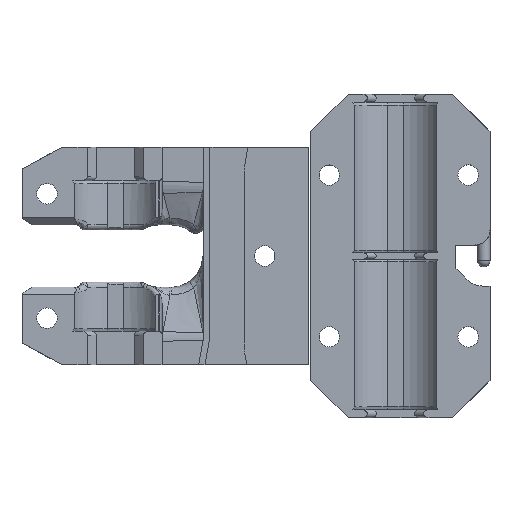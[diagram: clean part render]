
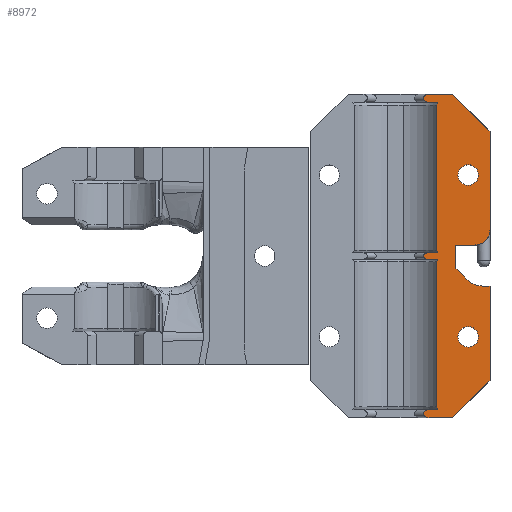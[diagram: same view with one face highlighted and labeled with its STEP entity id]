
A CAD part, top view. The second image highlights one B-rep face of the part: STEP entity #8972.
In plain terms, the highlighted planar face has unit normal (0, 0, 1).
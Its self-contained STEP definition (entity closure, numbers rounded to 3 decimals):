
#79=FACE_BOUND('',#1242,.T.);
#80=FACE_BOUND('',#1243,.T.);
#222=(
BOUNDED_CURVE()
B_SPLINE_CURVE(2,(#12938,#12939,#12940),.UNSPECIFIED.,.F.,.F.)
B_SPLINE_CURVE_WITH_KNOTS((3,3),(0.,0.049),.UNSPECIFIED.)
CURVE()
GEOMETRIC_REPRESENTATION_ITEM()
RATIONAL_B_SPLINE_CURVE((1.,1.,1.))
REPRESENTATION_ITEM('')
);
#223=(
BOUNDED_CURVE()
B_SPLINE_CURVE(2,(#12944,#12945,#12946),.UNSPECIFIED.,.F.,.F.)
B_SPLINE_CURVE_WITH_KNOTS((3,3),(0.,0.049),.UNSPECIFIED.)
CURVE()
GEOMETRIC_REPRESENTATION_ITEM()
RATIONAL_B_SPLINE_CURVE((1.,1.,1.))
REPRESENTATION_ITEM('')
);
#224=(
BOUNDED_CURVE()
B_SPLINE_CURVE(2,(#12954,#12955,#12956),.UNSPECIFIED.,.F.,.F.)
B_SPLINE_CURVE_WITH_KNOTS((3,3),(0.,0.049),.UNSPECIFIED.)
CURVE()
GEOMETRIC_REPRESENTATION_ITEM()
RATIONAL_B_SPLINE_CURVE((1.,1.,1.))
REPRESENTATION_ITEM('')
);
#225=(
BOUNDED_CURVE()
B_SPLINE_CURVE(2,(#12960,#12961,#12962),.UNSPECIFIED.,.F.,.F.)
B_SPLINE_CURVE_WITH_KNOTS((3,3),(0.,0.049),.UNSPECIFIED.)
CURVE()
GEOMETRIC_REPRESENTATION_ITEM()
RATIONAL_B_SPLINE_CURVE((1.,1.,1.))
REPRESENTATION_ITEM('')
);
#363=ELLIPSE('',#9566,0.919,0.65);
#364=ELLIPSE('',#9567,0.707,0.5);
#365=ELLIPSE('',#9568,0.919,0.65);
#474=CIRCLE('',#9549,2.5);
#476=CIRCLE('',#9557,2.5);
#478=CIRCLE('',#9560,4.1);
#481=CIRCLE('',#9569,1.65);
#482=CIRCLE('',#9570,1.65);
#710=FACE_OUTER_BOUND('',#1241,.T.);
#1241=EDGE_LOOP('',(#6069,#6070,#6071,#6072,#6073,#6074,#6075,#6076,#6077,
#6078,#6079,#6080,#6081,#6082,#6083,#6084,#6085,#6086,#6087,#6088,#6089,
#6090,#6091,#6092,#6093,#6094));
#1242=EDGE_LOOP('',(#6095));
#1243=EDGE_LOOP('',(#6096));
#1788=LINE('',#12735,#2706);
#1798=LINE('',#12763,#2716);
#1823=LINE('',#12826,#2741);
#1833=LINE('',#12879,#2751);
#1837=LINE('',#12885,#2755);
#1849=LINE('',#12920,#2767);
#1854=LINE('',#12930,#2772);
#1855=LINE('',#12932,#2773);
#1856=LINE('',#12936,#2774);
#1857=LINE('',#12942,#2775);
#1858=LINE('',#12948,#2776);
#1859=LINE('',#12952,#2777);
#1860=LINE('',#12958,#2778);
#1861=LINE('',#12964,#2779);
#1862=LINE('',#12968,#2780);
#1863=LINE('',#12969,#2781);
#2706=VECTOR('',#10337,10.);
#2716=VECTOR('',#10363,10.);
#2741=VECTOR('',#10410,10.);
#2751=VECTOR('',#10438,10.);
#2755=VECTOR('',#10446,10.);
#2767=VECTOR('',#10478,10.);
#2772=VECTOR('',#10485,10.);
#2773=VECTOR('',#10486,10.);
#2774=VECTOR('',#10489,10.);
#2775=VECTOR('',#10490,10.);
#2776=VECTOR('',#10491,10.);
#2777=VECTOR('',#10494,10.);
#2778=VECTOR('',#10495,10.);
#2779=VECTOR('',#10496,10.);
#2780=VECTOR('',#10499,10.);
#2781=VECTOR('',#10500,10.);
#3619=VERTEX_POINT('',#12732);
#3620=VERTEX_POINT('',#12734);
#3629=VERTEX_POINT('',#12760);
#3630=VERTEX_POINT('',#12762);
#3656=VERTEX_POINT('',#12823);
#3657=VERTEX_POINT('',#12825);
#3662=VERTEX_POINT('',#12859);
#3663=VERTEX_POINT('',#12860);
#3667=VERTEX_POINT('',#12878);
#3680=VERTEX_POINT('',#12919);
#3684=VERTEX_POINT('',#12929);
#3685=VERTEX_POINT('',#12931);
#3686=VERTEX_POINT('',#12933);
#3687=VERTEX_POINT('',#12935);
#3688=VERTEX_POINT('',#12937);
#3689=VERTEX_POINT('',#12941);
#3690=VERTEX_POINT('',#12943);
#3691=VERTEX_POINT('',#12947);
#3692=VERTEX_POINT('',#12949);
#3693=VERTEX_POINT('',#12951);
#3694=VERTEX_POINT('',#12953);
#3695=VERTEX_POINT('',#12957);
#3696=VERTEX_POINT('',#12959);
#3697=VERTEX_POINT('',#12963);
#3698=VERTEX_POINT('',#12965);
#3699=VERTEX_POINT('',#12967);
#3700=VERTEX_POINT('',#12970);
#3701=VERTEX_POINT('',#12972);
#4510=EDGE_CURVE('',#3620,#3619,#1788,.T.);
#4524=EDGE_CURVE('',#3630,#3629,#1798,.T.);
#4556=EDGE_CURVE('',#3657,#3656,#1823,.T.);
#4565=EDGE_CURVE('',#3662,#3663,#474,.T.);
#4572=EDGE_CURVE('',#3667,#3663,#1833,.T.);
#4576=EDGE_CURVE('',#3662,#3620,#1837,.T.);
#4577=EDGE_CURVE('',#3619,#3657,#476,.T.);
#4579=EDGE_CURVE('',#3629,#3667,#478,.T.);
#4593=EDGE_CURVE('',#3680,#3630,#1849,.T.);
#4598=EDGE_CURVE('',#3684,#3656,#1854,.T.);
#4599=EDGE_CURVE('',#3684,#3685,#1855,.T.);
#4600=EDGE_CURVE('',#3686,#3685,#363,.T.);
#4601=EDGE_CURVE('',#3686,#3687,#1856,.T.);
#4602=EDGE_CURVE('',#3687,#3688,#222,.T.);
#4603=EDGE_CURVE('',#3688,#3689,#1857,.T.);
#4604=EDGE_CURVE('',#3689,#3690,#223,.T.);
#4605=EDGE_CURVE('',#3691,#3690,#1858,.T.);
#4606=EDGE_CURVE('',#3692,#3691,#364,.T.);
#4607=EDGE_CURVE('',#3692,#3693,#1859,.T.);
#4608=EDGE_CURVE('',#3693,#3694,#224,.T.);
#4609=EDGE_CURVE('',#3694,#3695,#1860,.T.);
#4610=EDGE_CURVE('',#3695,#3696,#225,.T.);
#4611=EDGE_CURVE('',#3696,#3697,#1861,.T.);
#4612=EDGE_CURVE('',#3698,#3697,#365,.T.);
#4613=EDGE_CURVE('',#3698,#3699,#1862,.T.);
#4614=EDGE_CURVE('',#3680,#3699,#1863,.T.);
#4615=EDGE_CURVE('',#3700,#3700,#481,.T.);
#4616=EDGE_CURVE('',#3701,#3701,#482,.T.);
#6069=ORIENTED_EDGE('',*,*,#4576,.T.);
#6070=ORIENTED_EDGE('',*,*,#4510,.T.);
#6071=ORIENTED_EDGE('',*,*,#4577,.T.);
#6072=ORIENTED_EDGE('',*,*,#4556,.T.);
#6073=ORIENTED_EDGE('',*,*,#4598,.F.);
#6074=ORIENTED_EDGE('',*,*,#4599,.T.);
#6075=ORIENTED_EDGE('',*,*,#4600,.F.);
#6076=ORIENTED_EDGE('',*,*,#4601,.T.);
#6077=ORIENTED_EDGE('',*,*,#4602,.T.);
#6078=ORIENTED_EDGE('',*,*,#4603,.T.);
#6079=ORIENTED_EDGE('',*,*,#4604,.T.);
#6080=ORIENTED_EDGE('',*,*,#4605,.F.);
#6081=ORIENTED_EDGE('',*,*,#4606,.F.);
#6082=ORIENTED_EDGE('',*,*,#4607,.T.);
#6083=ORIENTED_EDGE('',*,*,#4608,.T.);
#6084=ORIENTED_EDGE('',*,*,#4609,.T.);
#6085=ORIENTED_EDGE('',*,*,#4610,.T.);
#6086=ORIENTED_EDGE('',*,*,#4611,.T.);
#6087=ORIENTED_EDGE('',*,*,#4612,.F.);
#6088=ORIENTED_EDGE('',*,*,#4613,.T.);
#6089=ORIENTED_EDGE('',*,*,#4614,.F.);
#6090=ORIENTED_EDGE('',*,*,#4593,.T.);
#6091=ORIENTED_EDGE('',*,*,#4524,.T.);
#6092=ORIENTED_EDGE('',*,*,#4579,.T.);
#6093=ORIENTED_EDGE('',*,*,#4572,.T.);
#6094=ORIENTED_EDGE('',*,*,#4565,.F.);
#6095=ORIENTED_EDGE('',*,*,#4615,.F.);
#6096=ORIENTED_EDGE('',*,*,#4616,.F.);
#8599=PLANE('',#9565);
#8972=ADVANCED_FACE('',(#710,#79,#80),#8599,.T.);
#9549=AXIS2_PLACEMENT_3D('',#12861,#10426,#10427);
#9557=AXIS2_PLACEMENT_3D('',#12888,#10451,#10452);
#9560=AXIS2_PLACEMENT_3D('',#12891,#10457,#10458);
#9565=AXIS2_PLACEMENT_3D('',#12928,#10483,#10484);
#9566=AXIS2_PLACEMENT_3D('',#12934,#10487,#10488);
#9567=AXIS2_PLACEMENT_3D('',#12950,#10492,#10493);
#9568=AXIS2_PLACEMENT_3D('',#12966,#10497,#10498);
#9569=AXIS2_PLACEMENT_3D('',#12971,#10501,#10502);
#9570=AXIS2_PLACEMENT_3D('',#12973,#10503,#10504);
#10337=DIRECTION('',(1.,0.,0.));
#10363=DIRECTION('',(-1.,0.,0.));
#10410=DIRECTION('',(0.,1.,0.));
#10426=DIRECTION('center_axis',(0.,0.,-1.));
#10427=DIRECTION('ref_axis',(0.425,0.905,0.));
#10438=DIRECTION('',(-0.639,0.769,0.));
#10446=DIRECTION('',(0.,1.,0.));
#10451=DIRECTION('center_axis',(0.,0.,1.));
#10452=DIRECTION('ref_axis',(1.,0.,0.));
#10457=DIRECTION('center_axis',(0.,0.,-1.));
#10458=DIRECTION('ref_axis',(0.,-1.,0.));
#10478=DIRECTION('',(0.,1.,0.));
#10483=DIRECTION('center_axis',(0.,0.,1.));
#10484=DIRECTION('ref_axis',(1.,0.,0.));
#10485=DIRECTION('',(0.707,-0.707,0.));
#10486=DIRECTION('',(-1.,0.,0.));
#10487=DIRECTION('center_axis',(0.,0.,-1.));
#10488=DIRECTION('ref_axis',(-1.,0.,0.));
#10489=DIRECTION('',(1.,0.,0.));
#10490=DIRECTION('',(0.,-1.,0.));
#10491=DIRECTION('',(1.,0.,0.));
#10492=DIRECTION('center_axis',(0.,0.,-1.));
#10493=DIRECTION('ref_axis',(-1.,0.,0.));
#10494=DIRECTION('',(1.,0.,0.));
#10495=DIRECTION('',(0.,-1.,0.));
#10496=DIRECTION('',(-1.,0.,0.));
#10497=DIRECTION('center_axis',(0.,0.,-1.));
#10498=DIRECTION('ref_axis',(-1.,0.,0.));
#10499=DIRECTION('',(1.,0.,0.));
#10500=DIRECTION('',(-0.707,-0.707,0.));
#10501=DIRECTION('center_axis',(0.,0.,1.));
#10502=DIRECTION('ref_axis',(1.,0.,0.));
#10503=DIRECTION('center_axis',(0.,0.,1.));
#10504=DIRECTION('ref_axis',(1.,0.,0.));
#12732=CARTESIAN_POINT('',(72.7,19.25,7.8));
#12734=CARTESIAN_POINT('',(69.7,19.25,7.8));
#12735=CARTESIAN_POINT('',(56.6,19.25,7.8));
#12760=CARTESIAN_POINT('',(74.2,12.65,7.8));
#12762=CARTESIAN_POINT('',(75.2,12.65,7.8));
#12763=CARTESIAN_POINT('',(57.35,12.65,7.8));
#12823=CARTESIAN_POINT('',(75.2,37.5,7.8));
#12825=CARTESIAN_POINT('',(75.2,21.75,7.8));
#12826=CARTESIAN_POINT('',(75.2,-8.5,7.8));
#12859=CARTESIAN_POINT('',(69.7,15.458,7.8));
#12860=CARTESIAN_POINT('',(70.45,14.848,7.8));
#12861=CARTESIAN_POINT('Origin',(68.527,13.25,7.8));
#12878=CARTESIAN_POINT('',(71.047,14.129,7.8));
#12879=CARTESIAN_POINT('',(66.316,19.822,7.8));
#12885=CARTESIAN_POINT('',(69.7,12.25,7.8));
#12888=CARTESIAN_POINT('Origin',(72.7,21.75,7.8));
#12891=CARTESIAN_POINT('Origin',(74.2,16.75,7.8));
#12919=CARTESIAN_POINT('',(75.2,-2.5,7.8));
#12920=CARTESIAN_POINT('',(75.2,-8.5,7.8));
#12928=CARTESIAN_POINT('Origin',(40.5,5.25,7.8));
#12929=CARTESIAN_POINT('',(69.2,43.5,7.8));
#12930=CARTESIAN_POINT('',(73.088,39.613,7.8));
#12931=CARTESIAN_POINT('',(65.422,43.5,7.8));
#12932=CARTESIAN_POINT('',(75.2,43.5,7.8));
#12933=CARTESIAN_POINT('',(65.422,42.2,7.8));
#12934=CARTESIAN_POINT('Origin',(65.422,42.85,7.8));
#12935=CARTESIAN_POINT('',(66.825,42.2,7.8));
#12936=CARTESIAN_POINT('',(50.25,42.2,7.8));
#12937=CARTESIAN_POINT('',(66.639,41.75,7.8));
#12938=CARTESIAN_POINT('Ctrl Pts',(66.825,42.2,7.8));
#12939=CARTESIAN_POINT('Ctrl Pts',(66.731,41.972,7.8));
#12940=CARTESIAN_POINT('Ctrl Pts',(66.639,41.75,7.8));
#12941=CARTESIAN_POINT('',(66.639,18.45,7.8));
#12942=CARTESIAN_POINT('',(66.639,17.5,7.8));
#12943=CARTESIAN_POINT('',(66.825,18.,7.8));
#12944=CARTESIAN_POINT('Ctrl Pts',(66.639,18.45,7.8));
#12945=CARTESIAN_POINT('Ctrl Pts',(66.731,18.228,7.8));
#12946=CARTESIAN_POINT('Ctrl Pts',(66.825,18.,7.8));
#12947=CARTESIAN_POINT('',(65.21,18.,7.8));
#12948=CARTESIAN_POINT('',(75.2,18.,7.8));
#12949=CARTESIAN_POINT('',(65.21,17.,7.8));
#12950=CARTESIAN_POINT('Origin',(65.21,17.5,7.8));
#12951=CARTESIAN_POINT('',(66.825,17.,7.8));
#12952=CARTESIAN_POINT('',(50.25,17.,7.8));
#12953=CARTESIAN_POINT('',(66.639,16.55,7.8));
#12954=CARTESIAN_POINT('Ctrl Pts',(66.825,17.,7.8));
#12955=CARTESIAN_POINT('Ctrl Pts',(66.731,16.772,7.8));
#12956=CARTESIAN_POINT('Ctrl Pts',(66.639,16.55,7.8));
#12957=CARTESIAN_POINT('',(66.639,-6.75,7.8));
#12958=CARTESIAN_POINT('',(66.639,17.5,7.8));
#12959=CARTESIAN_POINT('',(66.825,-7.2,7.8));
#12960=CARTESIAN_POINT('Ctrl Pts',(66.639,-6.75,7.8));
#12961=CARTESIAN_POINT('Ctrl Pts',(66.731,-6.972,7.8));
#12962=CARTESIAN_POINT('Ctrl Pts',(66.825,-7.2,7.8));
#12963=CARTESIAN_POINT('',(65.422,-7.2,7.8));
#12964=CARTESIAN_POINT('',(50.25,-7.2,7.8));
#12965=CARTESIAN_POINT('',(65.422,-8.5,7.8));
#12966=CARTESIAN_POINT('Origin',(65.422,-7.85,7.8));
#12967=CARTESIAN_POINT('',(69.2,-8.5,7.8));
#12968=CARTESIAN_POINT('',(29.2,-8.5,7.8));
#12969=CARTESIAN_POINT('',(66.963,-10.738,7.8));
#12970=CARTESIAN_POINT('',(70.05,4.5,7.8));
#12971=CARTESIAN_POINT('Origin',(71.7,4.5,7.8));
#12972=CARTESIAN_POINT('',(70.05,30.5,7.8));
#12973=CARTESIAN_POINT('Origin',(71.7,30.5,7.8));
